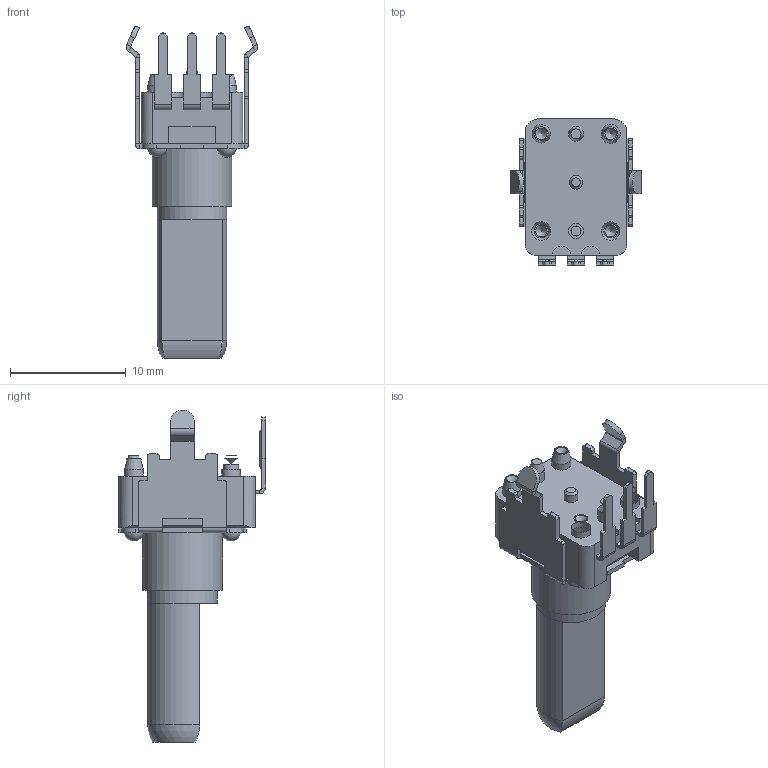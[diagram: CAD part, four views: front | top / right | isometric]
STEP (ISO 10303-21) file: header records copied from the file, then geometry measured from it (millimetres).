
FILE_DESCRIPTION(/* description */ (''),/* implementation_level */ '2;1');
FILE_NAME(/* name */ 'RK09D1130-25.step',/* time_stamp */ '2018-05-28T18:49:06+02:00',/* author */ ('mC3D69'),/* organization */ (''),/* preprocessor_version */ 'ST-DEVELOPER v17',/* originating_system */ 'Autodesk Translation Framework v7.1.0.215',/* authorisation */ '');
FILE_SCHEMA (('AUTOMOTIVE_DESIGN { 1 0 10303 214 3 1 1 }'));
Length unit declared in the file: millimetre
Products named in the file (1): RK09D1130-25
Bounding box: 11.4 x 12.65 x 28.7 mm (x, y, z)
Volume: 1034.7 mm3; surface area: 1100 mm2
Topology: 1 solids, 1 shells, 260 faces, 649 edges, 408 vertices
Faces by surface type: plane 180, cylinder 58, sphere 11, cone 11
Full cylindrical faces by diameter (mm): 1.19 x1, 1.3 x2, 1.6 x2, 1.64 x2, 2 x1, 6.05 x1, 6.85 x1
Entity records: 7970 total; most frequent: DIRECTION 1336, CARTESIAN_POINT 1324, ORIENTED_EDGE 1290, EDGE_CURVE 645, LINE 472, VECTOR 472, AXIS2_PLACEMENT_3D 432, VERTEX_POINT 408
